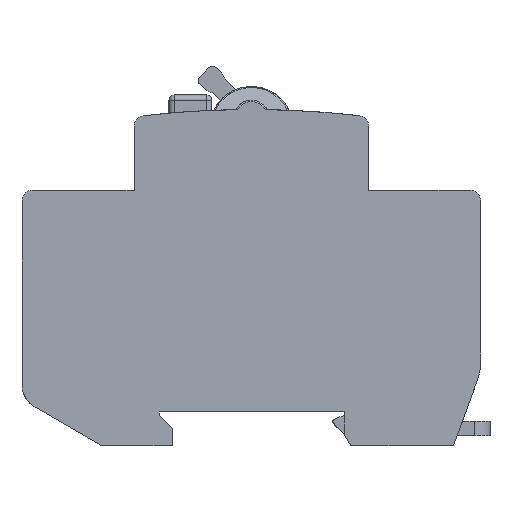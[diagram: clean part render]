
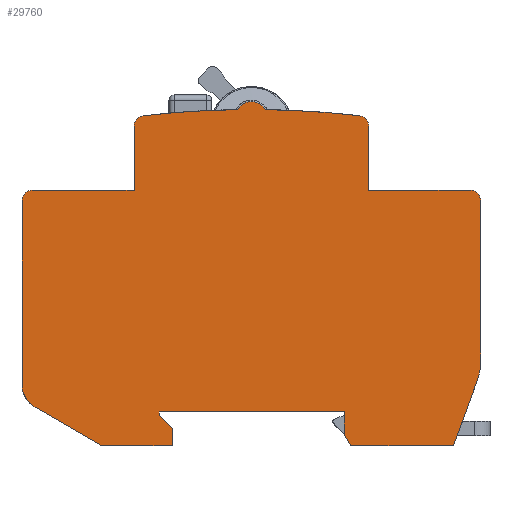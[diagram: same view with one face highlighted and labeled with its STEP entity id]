
A CAD part, left-side view. The second image highlights one B-rep face of the part: STEP entity #29760.
In plain terms, the highlighted planar face has unit normal (-1, 0, 0).
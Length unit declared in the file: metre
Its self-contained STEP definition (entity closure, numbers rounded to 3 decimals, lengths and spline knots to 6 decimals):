
#21393=CARTESIAN_POINT('',(-0.0346,0.0001,-0.147));
#21394=DIRECTION('',(1.,0.,0.));
#21395=DIRECTION('',(0.,0.115,0.993));
#21396=AXIS2_PLACEMENT_3D('',#21393,#21394,#21395);
#21401=CARTESIAN_POINT('',(-0.0346,0.0001,0.0314));
#21402=DIRECTION('',(1.,0.,0.));
#21403=DIRECTION('',(0.,0.86,0.51));
#21404=AXIS2_PLACEMENT_3D('',#21401,#21402,#21403);
#21409=CARTESIAN_POINT('',(-0.0346,0.0001,0.0314));
#21410=DIRECTION('',(1.,0.,0.));
#21411=DIRECTION('',(0.,-0.001,1.));
#21412=AXIS2_PLACEMENT_3D('',#21409,#21410,#21411);
#21417=CARTESIAN_POINT('',(-0.0346,0.0001,-0.147));
#21418=DIRECTION('',(1.,0.,0.));
#21419=DIRECTION('',(0.,-0.015,1.));
#21420=AXIS2_PLACEMENT_3D('',#21417,#21418,#21419);
#21425=CARTESIAN_POINT('',(-0.0346,-0.0204,0.029816));
#21426=DIRECTION('',(1.,0.,0.));
#21427=DIRECTION('',(0.,-0.115,0.993));
#21428=AXIS2_PLACEMENT_3D('',#21425,#21426,#21427);
#21433=DIRECTION('',(0.,0.,-1.));
#21434=VECTOR('',#21433,0.012316);
#21435=CARTESIAN_POINT('',(-0.0346,-0.0224,0.029816));
#21436=LINE('',#21435,#21434);
#21440=DIRECTION('',(0.,-1.,0.));
#21441=VECTOR('',#21440,0.0195);
#21442=CARTESIAN_POINT('',(-0.0346,-0.0224,0.0175));
#21443=LINE('',#21442,#21441);
#21447=CARTESIAN_POINT('',(-0.0346,-0.0419,0.0155));
#21448=DIRECTION('',(1.,0.,0.));
#21449=DIRECTION('',(0.,0.,1.));
#21450=AXIS2_PLACEMENT_3D('',#21447,#21448,#21449);
#21455=DIRECTION('',(0.,0.,-1.));
#21456=VECTOR('',#21455,0.03095);
#21457=CARTESIAN_POINT('',(-0.0346,-0.0439,0.0155));
#21458=LINE('',#21457,#21456);
#21462=CARTESIAN_POINT('',(-0.0346,-0.0339,-0.01545));
#21463=DIRECTION('',(1.,0.,0.));
#21464=DIRECTION('',(0.,-1.,0.));
#21465=AXIS2_PLACEMENT_3D('',#21462,#21463,#21464);
#21470=DIRECTION('',(0.,0.342,-0.94));
#21471=VECTOR('',#21470,0.013441);
#21472=CARTESIAN_POINT('',(-0.0346,-0.043297,-0.01887));
#21473=LINE('',#21472,#21471);
#21477=DIRECTION('',(0.,0.5,0.866));
#21478=VECTOR('',#21477,0.00254);
#21479=CARTESIAN_POINT('',(-0.0346,-0.01897,-0.0315));
#21480=LINE('',#21479,#21478);
#21484=DIRECTION('',(0.,-0.707,-0.707));
#21485=VECTOR('',#21484,0.003536);
#21486=CARTESIAN_POINT('',(-0.0346,0.0178,-0.0257));
#21487=LINE('',#21486,#21485);
#21491=DIRECTION('',(0.,0.866,0.5));
#21492=VECTOR('',#21491,0.01478);
#21493=CARTESIAN_POINT('',(-0.0346,0.0288,-0.0315));
#21494=LINE('',#21493,#21492);
#21498=CARTESIAN_POINT('',(-0.0346,0.0391,-0.01978));
#21499=DIRECTION('',(1.,0.,0.));
#21500=DIRECTION('',(0.,0.5,-0.866));
#21501=AXIS2_PLACEMENT_3D('',#21498,#21499,#21500);
#21506=CARTESIAN_POINT('',(-0.0346,0.0421,0.0155));
#21507=DIRECTION('',(1.,0.,0.));
#21508=DIRECTION('',(0.,1.,0.));
#21509=AXIS2_PLACEMENT_3D('',#21506,#21507,#21508);
#21514=CARTESIAN_POINT('',(-0.0346,0.0206,0.029816));
#21515=DIRECTION('',(1.,0.,0.));
#21516=DIRECTION('',(0.,1.,0.));
#21517=AXIS2_PLACEMENT_3D('',#21514,#21515,#21516);
#24132=DIRECTION('',(0.,0.,-1.));
#24133=VECTOR('',#24132,0.012316);
#24134=CARTESIAN_POINT('',(-0.0346,0.0226,0.029816));
#24135=LINE('',#24134,#24133);
#24153=DIRECTION('',(0.,1.,0.));
#24154=VECTOR('',#24153,0.0195);
#24155=CARTESIAN_POINT('',(-0.0346,0.0226,0.0175));
#24156=LINE('',#24155,#24154);
#24228=DIRECTION('',(0.,0.,-1.));
#24229=VECTOR('',#24228,0.03528);
#24230=CARTESIAN_POINT('',(-0.0346,0.0441,0.0155));
#24231=LINE('',#24230,#24229);
#24774=DIRECTION('',(0.,-1.,0.));
#24775=VECTOR('',#24774,0.0135);
#24776=CARTESIAN_POINT('',(-0.0346,0.0288,-0.0315));
#24777=LINE('',#24776,#24775);
#24795=DIRECTION('',(0.,0.,1.));
#24796=VECTOR('',#24795,0.0033);
#24797=CARTESIAN_POINT('',(-0.0346,0.0153,-0.0315));
#24798=LINE('',#24797,#24796);
#24823=DIRECTION('',(0.,0.,1.));
#24824=VECTOR('',#24823,0.0007);
#24825=CARTESIAN_POINT('',(-0.0346,0.0178,-0.0257));
#24826=LINE('',#24825,#24824);
#24844=DIRECTION('',(0.,-1.,0.));
#24845=VECTOR('',#24844,0.0355);
#24846=CARTESIAN_POINT('',(-0.0346,0.0178,-0.025));
#24847=LINE('',#24846,#24845);
#24865=DIRECTION('',(0.,0.,-1.));
#24866=VECTOR('',#24865,0.0043);
#24867=CARTESIAN_POINT('',(-0.0346,-0.0177,-0.025));
#24868=LINE('',#24867,#24866);
#24893=DIRECTION('',(0.,-1.,0.));
#24894=VECTOR('',#24893,0.01973);
#24895=CARTESIAN_POINT('',(-0.0346,-0.01897,-0.0315));
#24896=LINE('',#24895,#24894);
#28477=CARTESIAN_POINT('',(-0.0346,-0.0439,0.0155));
#28478=CARTESIAN_POINT('',(-0.0346,-0.0439,-0.01545));
#28479=VERTEX_POINT('',#28477);
#28480=VERTEX_POINT('',#28478);
#28525=CARTESIAN_POINT('',(-0.0346,0.02083,0.031802));
#28526=CARTESIAN_POINT('',(-0.0346,0.002767,0.03298));
#28527=VERTEX_POINT('',#28525);
#28528=VERTEX_POINT('',#28526);
#28529=CARTESIAN_POINT('',(-0.0346,0.000097,0.0345));
#28530=VERTEX_POINT('',#28529);
#28531=CARTESIAN_POINT('',(-0.0346,-0.002567,0.03298));
#28532=VERTEX_POINT('',#28531);
#28533=CARTESIAN_POINT('',(-0.0346,-0.02063,0.031802));
#28534=VERTEX_POINT('',#28533);
#28535=CARTESIAN_POINT('',(-0.0346,-0.0224,0.029816));
#28536=VERTEX_POINT('',#28535);
#28537=CARTESIAN_POINT('',(-0.0346,-0.0224,0.0175));
#28538=VERTEX_POINT('',#28537);
#28539=CARTESIAN_POINT('',(-0.0346,-0.0419,0.0175));
#28540=VERTEX_POINT('',#28539);
#28541=CARTESIAN_POINT('',(-0.0346,-0.043297,-0.01887));
#28542=VERTEX_POINT('',#28541);
#28543=CARTESIAN_POINT('',(-0.0346,-0.0387,-0.0315));
#28544=VERTEX_POINT('',#28543);
#28545=CARTESIAN_POINT('',(-0.0346,-0.01897,-0.0315));
#28546=VERTEX_POINT('',#28545);
#28547=CARTESIAN_POINT('',(-0.0346,-0.0177,-0.0293));
#28548=VERTEX_POINT('',#28547);
#28549=CARTESIAN_POINT('',(-0.0346,-0.0177,-0.025));
#28550=VERTEX_POINT('',#28549);
#28551=CARTESIAN_POINT('',(-0.0346,0.0178,-0.025));
#28552=VERTEX_POINT('',#28551);
#28553=CARTESIAN_POINT('',(-0.0346,0.0178,-0.0257));
#28554=VERTEX_POINT('',#28553);
#28555=CARTESIAN_POINT('',(-0.0346,0.0153,-0.0282));
#28556=VERTEX_POINT('',#28555);
#28557=CARTESIAN_POINT('',(-0.0346,0.0153,-0.0315));
#28558=VERTEX_POINT('',#28557);
#28559=CARTESIAN_POINT('',(-0.0346,0.0288,-0.0315));
#28560=VERTEX_POINT('',#28559);
#28561=CARTESIAN_POINT('',(-0.0346,0.0416,-0.02411));
#28562=VERTEX_POINT('',#28561);
#28563=CARTESIAN_POINT('',(-0.0346,0.0441,-0.01978));
#28564=VERTEX_POINT('',#28563);
#28565=CARTESIAN_POINT('',(-0.0346,0.0441,0.0155));
#28566=VERTEX_POINT('',#28565);
#28567=CARTESIAN_POINT('',(-0.0346,0.0421,0.0175));
#28568=VERTEX_POINT('',#28567);
#28569=CARTESIAN_POINT('',(-0.0346,0.0226,0.0175));
#28570=VERTEX_POINT('',#28569);
#28571=CARTESIAN_POINT('',(-0.0346,0.0226,0.029816));
#28572=VERTEX_POINT('',#28571);
#29702=CARTESIAN_POINT('',(-0.0346,0.0441,0.041288));
#29703=DIRECTION('',(1.,0.,0.));
#29704=DIRECTION('',(0.,0.,-1.));
#29705=AXIS2_PLACEMENT_3D('',#29702,#29703,#29704);
#29706=PLANE('',#29705);
#29708=ORIENTED_EDGE('',*,*,#29707,.T.);
#29710=ORIENTED_EDGE('',*,*,#29709,.T.);
#29712=ORIENTED_EDGE('',*,*,#29711,.T.);
#29714=ORIENTED_EDGE('',*,*,#29713,.T.);
#29716=ORIENTED_EDGE('',*,*,#29715,.T.);
#29718=ORIENTED_EDGE('',*,*,#29717,.T.);
#29720=ORIENTED_EDGE('',*,*,#29719,.T.);
#29722=ORIENTED_EDGE('',*,*,#29721,.T.);
#29723=ORIENTED_EDGE('',*,*,#29643,.T.);
#29725=ORIENTED_EDGE('',*,*,#29724,.T.);
#29727=ORIENTED_EDGE('',*,*,#29726,.T.);
#29729=ORIENTED_EDGE('',*,*,#29728,.F.);
#29731=ORIENTED_EDGE('',*,*,#29730,.T.);
#29733=ORIENTED_EDGE('',*,*,#29732,.F.);
#29735=ORIENTED_EDGE('',*,*,#29734,.F.);
#29737=ORIENTED_EDGE('',*,*,#29736,.F.);
#29739=ORIENTED_EDGE('',*,*,#29738,.T.);
#29741=ORIENTED_EDGE('',*,*,#29740,.F.);
#29743=ORIENTED_EDGE('',*,*,#29742,.F.);
#29745=ORIENTED_EDGE('',*,*,#29744,.T.);
#29747=ORIENTED_EDGE('',*,*,#29746,.T.);
#29749=ORIENTED_EDGE('',*,*,#29748,.F.);
#29751=ORIENTED_EDGE('',*,*,#29750,.T.);
#29753=ORIENTED_EDGE('',*,*,#29752,.F.);
#29755=ORIENTED_EDGE('',*,*,#29754,.F.);
#29757=ORIENTED_EDGE('',*,*,#29756,.T.);
#29758=EDGE_LOOP('',(#29708,#29710,#29712,#29714,#29716,#29718,#29720,#29722,
#29723,#29725,#29727,#29729,#29731,#29733,#29735,#29737,#29739,#29741,#29743,
#29745,#29747,#29749,#29751,#29753,#29755,#29757));
#29759=FACE_OUTER_BOUND('',#29758,.F.);
#21397=CIRCLE('',#21396,0.18);
#21405=CIRCLE('',#21404,0.0031);
#21413=CIRCLE('',#21412,0.0031);
#21421=CIRCLE('',#21420,0.18);
#21429=CIRCLE('',#21428,0.002);
#21451=CIRCLE('',#21450,0.002);
#21466=CIRCLE('',#21465,0.01);
#21502=CIRCLE('',#21501,0.005);
#21510=CIRCLE('',#21509,0.002);
#21518=CIRCLE('',#21517,0.002);
#29643=EDGE_CURVE('',#28479,#28480,#21458,.T.);
#29707=EDGE_CURVE('',#28527,#28528,#21397,.T.);
#29709=EDGE_CURVE('',#28528,#28530,#21405,.T.);
#29711=EDGE_CURVE('',#28530,#28532,#21413,.T.);
#29713=EDGE_CURVE('',#28532,#28534,#21421,.T.);
#29715=EDGE_CURVE('',#28534,#28536,#21429,.T.);
#29717=EDGE_CURVE('',#28536,#28538,#21436,.T.);
#29719=EDGE_CURVE('',#28538,#28540,#21443,.T.);
#29721=EDGE_CURVE('',#28540,#28479,#21451,.T.);
#29724=EDGE_CURVE('',#28480,#28542,#21466,.T.);
#29726=EDGE_CURVE('',#28542,#28544,#21473,.T.);
#29728=EDGE_CURVE('',#28546,#28544,#24896,.T.);
#29730=EDGE_CURVE('',#28546,#28548,#21480,.T.);
#29732=EDGE_CURVE('',#28550,#28548,#24868,.T.);
#29734=EDGE_CURVE('',#28552,#28550,#24847,.T.);
#29736=EDGE_CURVE('',#28554,#28552,#24826,.T.);
#29738=EDGE_CURVE('',#28554,#28556,#21487,.T.);
#29740=EDGE_CURVE('',#28558,#28556,#24798,.T.);
#29742=EDGE_CURVE('',#28560,#28558,#24777,.T.);
#29744=EDGE_CURVE('',#28560,#28562,#21494,.T.);
#29746=EDGE_CURVE('',#28562,#28564,#21502,.T.);
#29748=EDGE_CURVE('',#28566,#28564,#24231,.T.);
#29750=EDGE_CURVE('',#28566,#28568,#21510,.T.);
#29752=EDGE_CURVE('',#28570,#28568,#24156,.T.);
#29754=EDGE_CURVE('',#28572,#28570,#24135,.T.);
#29756=EDGE_CURVE('',#28572,#28527,#21518,.T.);
#29760=ADVANCED_FACE('',(#29759),#29706,.F.);
